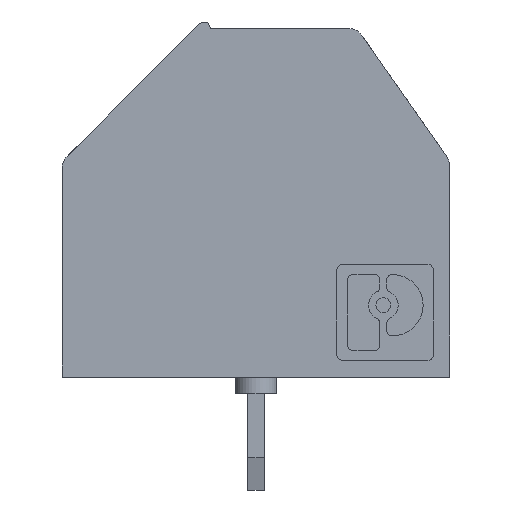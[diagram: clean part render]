
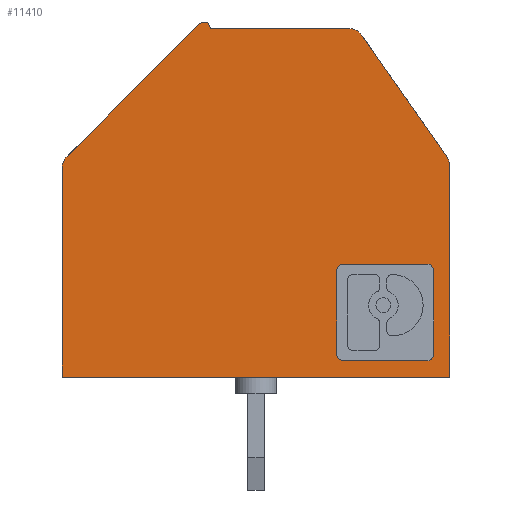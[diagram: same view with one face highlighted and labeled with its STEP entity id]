
A CAD part, left-side view. The second image highlights one B-rep face of the part: STEP entity #11410.
In plain terms, the highlighted face is planar.
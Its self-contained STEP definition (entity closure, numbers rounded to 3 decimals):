
#1050=CARTESIAN_POINT('',(40.692,14.838,-48.76));
#1060=DIRECTION('',(0.574,0.819,0.));
#1070=VECTOR('',#1060,1.);
#1080=LINE('',#1050,#1070);
#1090=CARTESIAN_POINT('',(40.692,14.838,-48.76));
#1100=VERTEX_POINT('',#1090);
#1110=CARTESIAN_POINT('',(43.323,18.596,-48.76));
#1120=VERTEX_POINT('',#1110);
#1130=EDGE_CURVE('',#1100,#1120,#1080,.T.);
#2930=CARTESIAN_POINT('',(41.101,14.551,-48.76));
#2940=DIRECTION('',(0.,0.,-1.));
#2950=DIRECTION('',(-1.,0.,0.));
#2960=AXIS2_PLACEMENT_3D('',#2930,#2940,#2950);
#2970=CIRCLE('',#2960,0.5);
#2980=CARTESIAN_POINT('',(40.601,14.551,-48.76));
#2990=VERTEX_POINT('',#2980);
#3000=EDGE_CURVE('',#2990,#1100,#2970,.T.);
#3250=CARTESIAN_POINT('',(40.601,8.009,-48.76));
#3260=DIRECTION('',(0.,1.,0.));
#3270=VECTOR('',#3260,1.);
#3280=LINE('',#3250,#3270);
#3290=CARTESIAN_POINT('',(40.601,8.009,-48.76));
#3300=VERTEX_POINT('',#3290);
#3310=EDGE_CURVE('',#3300,#2990,#3280,.T.);
#3610=CARTESIAN_POINT('',(52.601,8.009,-48.76));
#3620=VERTEX_POINT('',#3610);
#3650=CARTESIAN_POINT('',(52.601,8.009,-48.76));
#3660=DIRECTION('',(-1.,0.,0.));
#3670=VECTOR('',#3660,1.);
#3680=LINE('',#3650,#3670);
#3690=EDGE_CURVE('',#3620,#3300,#3680,.T.);
#5370=CARTESIAN_POINT('',(52.601,14.502,-48.76));
#5380=DIRECTION('',(0.,-1.,0.));
#5390=VECTOR('',#5380,1.);
#5400=LINE('',#5370,#5390);
#5410=CARTESIAN_POINT('',(52.601,14.502,-48.76));
#5420=VERTEX_POINT('',#5410);
#5430=EDGE_CURVE('',#5420,#3620,#5400,.T.);
#5730=CARTESIAN_POINT('',(52.455,14.855,-48.76));
#5740=VERTEX_POINT('',#5730);
#5770=CARTESIAN_POINT('',(52.101,14.502,-48.76));
#5780=DIRECTION('',(0.,0.,-1.));
#5790=DIRECTION('',(0.707,0.707,0.));
#5800=AXIS2_PLACEMENT_3D('',#5770,#5780,#5790);
#5810=CIRCLE('',#5800,0.5);
#5820=EDGE_CURVE('',#5740,#5420,#5810,.T.);
#6000=CARTESIAN_POINT('',(48.36,18.95,-48.76));
#6010=DIRECTION('',(0.707,-0.707,0.));
#6020=VECTOR('',#6010,1.);
#6030=LINE('',#6000,#6020);
#6040=CARTESIAN_POINT('',(48.36,18.95,-48.76));
#6050=VERTEX_POINT('',#6040);
#6060=EDGE_CURVE('',#6050,#5740,#6030,.T.);
#9760=CARTESIAN_POINT('',(48.019,18.809,-48.76));
#9770=VERTEX_POINT('',#9760);
#9800=CARTESIAN_POINT('',(48.219,18.809,-48.76));
#9810=DIRECTION('',(0.,0.,-1.));
#9820=DIRECTION('',(-1.,0.,0.));
#9830=AXIS2_PLACEMENT_3D('',#9800,#9810,#9820);
#9840=CIRCLE('',#9830,0.2);
#9850=EDGE_CURVE('',#9770,#6050,#9840,.T.);
#10080=CARTESIAN_POINT('',(43.733,18.809,-48.76));
#10090=VERTEX_POINT('',#10080);
#10120=CARTESIAN_POINT('',(43.733,18.809,-48.76));
#10130=DIRECTION('',(1.,0.,0.));
#10140=VECTOR('',#10130,1.);
#10150=LINE('',#10120,#10140);
#10160=EDGE_CURVE('',#10090,#9770,#10150,.T.);
#10360=CARTESIAN_POINT('',(43.733,18.309,-48.76));
#10370=DIRECTION('',(0.,0.,-1.));
#10380=DIRECTION('',(-0.819,0.574,0.));
#10390=AXIS2_PLACEMENT_3D('',#10360,#10370,#10380);
#10400=CIRCLE('',#10390,0.5);
#10410=EDGE_CURVE('',#1120,#10090,#10400,.T.);
#10540=CARTESIAN_POINT('',(0.,0.,-48.76));
#10550=DIRECTION('',(0.,0.,1.));
#10560=DIRECTION('',(1.,0.,0.));
#10570=AXIS2_PLACEMENT_3D('',#10540,#10550,#10560);
#10580=PLANE('',#10570);
#10590=ORIENTED_EDGE('',*,*,#3000,.T.);
#10600=ORIENTED_EDGE('',*,*,#3310,.T.);
#10610=ORIENTED_EDGE('',*,*,#3690,.T.);
#10620=ORIENTED_EDGE('',*,*,#5430,.T.);
#10630=ORIENTED_EDGE('',*,*,#5820,.T.);
#10640=ORIENTED_EDGE('',*,*,#6060,.T.);
#10650=ORIENTED_EDGE('',*,*,#9850,.T.);
#10660=ORIENTED_EDGE('',*,*,#10160,.T.);
#10670=ORIENTED_EDGE('',*,*,#10410,.T.);
#10680=ORIENTED_EDGE('',*,*,#1130,.T.);
#10690=EDGE_LOOP('',(#10680,#10670,#10660,#10650,#10640,#10630,#10620,
#10610,#10600,#10590));
#10700=FACE_OUTER_BOUND('',#10690,.T.);
#10710=CARTESIAN_POINT('',(41.312,11.509,-48.76));
#10720=DIRECTION('',(1.,0.,0.));
#10730=VECTOR('',#10720,1.);
#10740=LINE('',#10710,#10730);
#10750=CARTESIAN_POINT('',(41.312,11.509,-48.76));
#10760=VERTEX_POINT('',#10750);
#10770=CARTESIAN_POINT('',(43.891,11.509,-48.76));
#10780=VERTEX_POINT('',#10770);
#10790=EDGE_CURVE('',#10760,#10780,#10740,.T.);
#10800=ORIENTED_EDGE('',*,*,#10790,.F.);
#10810=CARTESIAN_POINT('',(43.891,11.298,-48.76));
#10820=DIRECTION('',(0.,0.,1.));
#10830=DIRECTION('',(1.,0.,0.));
#10840=AXIS2_PLACEMENT_3D('',#10810,#10820,#10830);
#10850=CIRCLE('',#10840,0.211);
#10860=CARTESIAN_POINT('',(44.101,11.298,-48.76));
#10870=VERTEX_POINT('',#10860);
#10880=EDGE_CURVE('',#10870,#10780,#10850,.T.);
#10890=ORIENTED_EDGE('',*,*,#10880,.T.);
#10900=CARTESIAN_POINT('',(44.101,11.298,-48.76));
#10910=DIRECTION('',(0.,-1.,0.));
#10920=VECTOR('',#10910,1.);
#10930=LINE('',#10900,#10920);
#10940=CARTESIAN_POINT('',(44.101,8.72,-48.76));
#10950=VERTEX_POINT('',#10940);
#10960=EDGE_CURVE('',#10870,#10950,#10930,.T.);
#10970=ORIENTED_EDGE('',*,*,#10960,.F.);
#10980=CARTESIAN_POINT('',(43.891,8.72,-48.76));
#10990=DIRECTION('',(0.,0.,1.));
#11000=DIRECTION('',(0.,-1.,0.));
#11010=AXIS2_PLACEMENT_3D('',#10980,#10990,#11000);
#11020=CIRCLE('',#11010,0.211);
#11030=CARTESIAN_POINT('',(43.891,8.509,-48.76));
#11040=VERTEX_POINT('',#11030);
#11050=EDGE_CURVE('',#11040,#10950,#11020,.T.);
#11060=ORIENTED_EDGE('',*,*,#11050,.T.);
#11070=CARTESIAN_POINT('',(41.312,8.509,-48.76));
#11080=DIRECTION('',(1.,0.,0.));
#11090=VECTOR('',#11080,1.);
#11100=LINE('',#11070,#11090);
#11110=CARTESIAN_POINT('',(41.312,8.509,-48.76));
#11120=VERTEX_POINT('',#11110);
#11130=EDGE_CURVE('',#11120,#11040,#11100,.T.);
#11140=ORIENTED_EDGE('',*,*,#11130,.T.);
#11150=CARTESIAN_POINT('',(41.312,8.72,-48.76));
#11160=DIRECTION('',(0.,0.,1.));
#11170=DIRECTION('',(-1.,0.,0.));
#11180=AXIS2_PLACEMENT_3D('',#11150,#11160,#11170);
#11190=CIRCLE('',#11180,0.211);
#11200=CARTESIAN_POINT('',(41.101,8.72,-48.76));
#11210=VERTEX_POINT('',#11200);
#11220=EDGE_CURVE('',#11210,#11120,#11190,.T.);
#11230=ORIENTED_EDGE('',*,*,#11220,.T.);
#11240=CARTESIAN_POINT('',(41.101,8.72,-48.76));
#11250=DIRECTION('',(0.,1.,0.));
#11260=VECTOR('',#11250,1.);
#11270=LINE('',#11240,#11260);
#11280=CARTESIAN_POINT('',(41.101,11.298,-48.76));
#11290=VERTEX_POINT('',#11280);
#11300=EDGE_CURVE('',#11210,#11290,#11270,.T.);
#11310=ORIENTED_EDGE('',*,*,#11300,.F.);
#11320=CARTESIAN_POINT('',(41.312,11.298,-48.76));
#11330=DIRECTION('',(0.,0.,1.));
#11340=DIRECTION('',(0.,1.,0.));
#11350=AXIS2_PLACEMENT_3D('',#11320,#11330,#11340);
#11360=CIRCLE('',#11350,0.211);
#11370=EDGE_CURVE('',#10760,#11290,#11360,.T.);
#11380=ORIENTED_EDGE('',*,*,#11370,.T.);
#11390=EDGE_LOOP('',(#11380,#11310,#11230,#11140,#11060,#10970,#10890,
#10800));
#11400=FACE_BOUND('',#11390,.T.);
#11410=ADVANCED_FACE('',(#10700,#11400),#10580,.F.);
